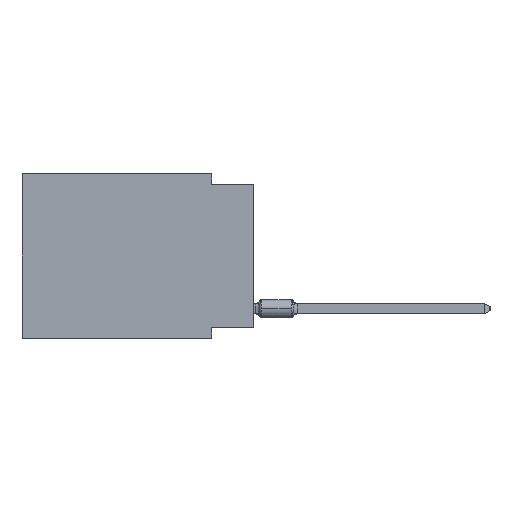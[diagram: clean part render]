
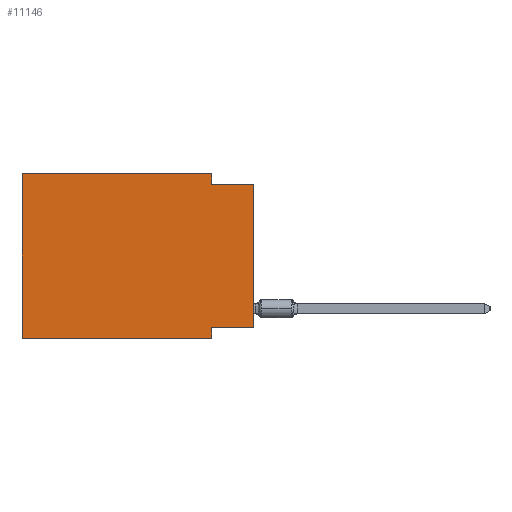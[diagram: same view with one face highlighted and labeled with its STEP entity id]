
A CAD part, left-side view. The second image highlights one B-rep face of the part: STEP entity #11146.
In plain terms, the highlighted planar face has unit normal (-1, 0, 0).
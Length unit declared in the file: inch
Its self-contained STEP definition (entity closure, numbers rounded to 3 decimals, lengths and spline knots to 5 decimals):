
#1037 = DIRECTION ( 'NONE',  ( 0., 0., -1. ) ) ;
#1167 = VECTOR ( 'NONE', #1037, 39.37008 ) ;
#1531 = VERTEX_POINT ( 'NONE', #23853 ) ;
#2372 = EDGE_CURVE ( 'NONE', #12494, #7230, #18538, .T. ) ;
#3005 = ORIENTED_EDGE ( 'NONE', *, *, #10886, .F. ) ;
#3240 = DIRECTION ( 'NONE',  ( 0., -1., 0. ) ) ;
#4955 = VECTOR ( 'NONE', #12028, 39.37008 ) ;
#4967 = PLANE ( 'NONE',  #41974 ) ;
#5295 = ORIENTED_EDGE ( 'NONE', *, *, #21370, .F. ) ;
#6263 = ORIENTED_EDGE ( 'NONE', *, *, #2372, .F. ) ;
#6304 = CARTESIAN_POINT ( 'NONE',  ( 0., 0.1, 0. ) ) ;
#7230 = VERTEX_POINT ( 'NONE', #12881 ) ;
#7771 = CARTESIAN_POINT ( 'NONE',  ( 0., 0.1, -0.39 ) ) ;
#8553 = DIRECTION ( 'NONE',  ( 0., 0., 1. ) ) ;
#9408 = EDGE_CURVE ( 'NONE', #7230, #10417, #23859, .T. ) ;
#10417 = VERTEX_POINT ( 'NONE', #25448 ) ;
#10886 = EDGE_CURVE ( 'NONE', #10417, #27067, #20164, .T. ) ;
#11146 = ADVANCED_FACE ( 'NONE', ( #37966 ), #4967, .F. ) ;
#11461 = DIRECTION ( 'NONE',  ( 1., 0., 0. ) ) ;
#12028 = DIRECTION ( 'NONE',  ( 0., 1., 0. ) ) ;
#12327 = VERTEX_POINT ( 'NONE', #31463 ) ;
#12494 = VERTEX_POINT ( 'NONE', #13600 ) ;
#12881 = CARTESIAN_POINT ( 'NONE',  ( 0., 0.55, 0. ) ) ;
#13070 = EDGE_CURVE ( 'NONE', #1531, #12327, #15467, .T. ) ;
#13600 = CARTESIAN_POINT ( 'NONE',  ( 0., 0.55, -0.39 ) ) ;
#14210 = ORIENTED_EDGE ( 'NONE', *, *, #29152, .T. ) ;
#15389 = EDGE_CURVE ( 'NONE', #27067, #12327, #22352, .T. ) ;
#15467 = LINE ( 'NONE', #31366, #27593 ) ;
#18538 = LINE ( 'NONE', #28326, #28584 ) ;
#18676 = ORIENTED_EDGE ( 'NONE', *, *, #39975, .F. ) ;
#18967 = EDGE_LOOP ( 'NONE', ( #33604, #42806, #3005, #30772, #6263, #14210, #5295, #18676 ) ) ;
#19293 = DIRECTION ( 'NONE',  ( 0., 0., -1. ) ) ;
#19517 = CARTESIAN_POINT ( 'NONE',  ( 0., 0.55, 0. ) ) ;
#20164 = LINE ( 'NONE', #6304, #30379 ) ;
#21179 = DIRECTION ( 'NONE',  ( 0., 0., 1. ) ) ;
#21370 = EDGE_CURVE ( 'NONE', #25657, #30878, #38156, .T. ) ;
#21592 = LINE ( 'NONE', #34866, #4955 ) ;
#21915 = CARTESIAN_POINT ( 'NONE',  ( 0., 0., -0.025 ) ) ;
#22352 = LINE ( 'NONE', #21915, #27256 ) ;
#22807 = VECTOR ( 'NONE', #32690, 39.37008 ) ;
#23853 = CARTESIAN_POINT ( 'NONE',  ( 0., 0., -0.365 ) ) ;
#23859 = LINE ( 'NONE', #19517, #42872 ) ;
#25448 = CARTESIAN_POINT ( 'NONE',  ( 0., 0.1, 0. ) ) ;
#25657 = VERTEX_POINT ( 'NONE', #31410 ) ;
#26140 = LINE ( 'NONE', #36152, #22807 ) ;
#27067 = VERTEX_POINT ( 'NONE', #33988 ) ;
#27256 = VECTOR ( 'NONE', #41921, 39.37008 ) ;
#27593 = VECTOR ( 'NONE', #8553, 39.37008 ) ;
#28326 = CARTESIAN_POINT ( 'NONE',  ( 0., 0.55, 0. ) ) ;
#28584 = VECTOR ( 'NONE', #21179, 39.37008 ) ;
#29152 = EDGE_CURVE ( 'NONE', #12494, #30878, #26140, .T. ) ;
#30379 = VECTOR ( 'NONE', #19293, 39.37008 ) ;
#30772 = ORIENTED_EDGE ( 'NONE', *, *, #9408, .F. ) ;
#30878 = VERTEX_POINT ( 'NONE', #36464 ) ;
#31366 = CARTESIAN_POINT ( 'NONE',  ( 0., 0., 0. ) ) ;
#31410 = CARTESIAN_POINT ( 'NONE',  ( 0., 0.1, -0.365 ) ) ;
#31463 = CARTESIAN_POINT ( 'NONE',  ( 0., 0., -0.025 ) ) ;
#32690 = DIRECTION ( 'NONE',  ( 0., -1., 0. ) ) ;
#33604 = ORIENTED_EDGE ( 'NONE', *, *, #13070, .T. ) ;
#33988 = CARTESIAN_POINT ( 'NONE',  ( 0., 0.1, -0.025 ) ) ;
#34866 = CARTESIAN_POINT ( 'NONE',  ( 0., 0., -0.365 ) ) ;
#35566 = DIRECTION ( 'NONE',  ( 0., 0., -1. ) ) ;
#36152 = CARTESIAN_POINT ( 'NONE',  ( 0., 0.55, -0.39 ) ) ;
#36464 = CARTESIAN_POINT ( 'NONE',  ( 0., 0.1, -0.39 ) ) ;
#37966 = FACE_OUTER_BOUND ( 'NONE', #18967, .T. ) ;
#38156 = LINE ( 'NONE', #7771, #1167 ) ;
#38405 = CARTESIAN_POINT ( 'NONE',  ( 0., 0.55, 0. ) ) ;
#39975 = EDGE_CURVE ( 'NONE', #1531, #25657, #21592, .T. ) ;
#41921 = DIRECTION ( 'NONE',  ( 0., -1., 0. ) ) ;
#41974 = AXIS2_PLACEMENT_3D ( 'NONE', #38405, #11461, #35566 ) ;
#42806 = ORIENTED_EDGE ( 'NONE', *, *, #15389, .F. ) ;
#42872 = VECTOR ( 'NONE', #3240, 39.37008 ) ;
